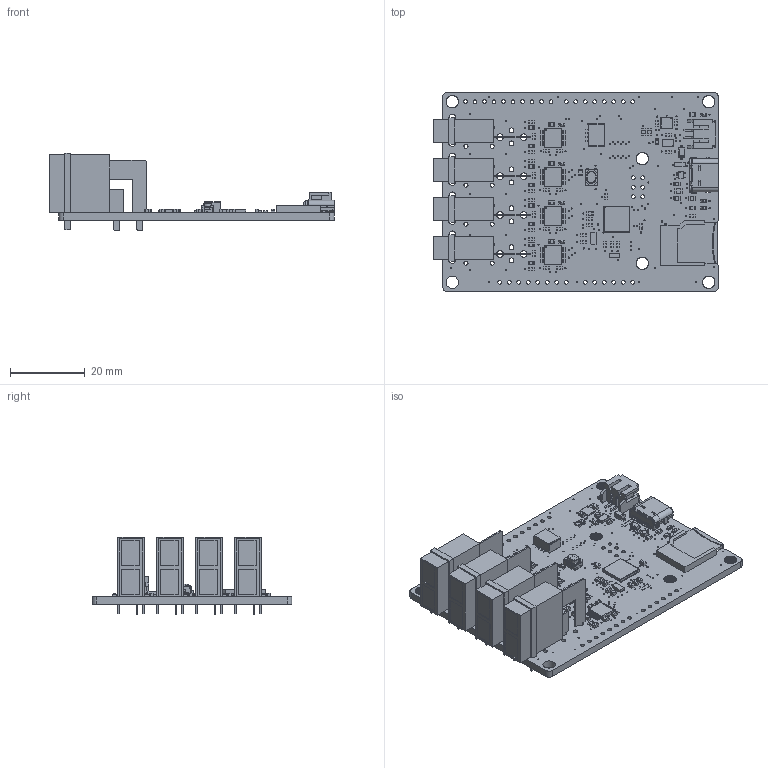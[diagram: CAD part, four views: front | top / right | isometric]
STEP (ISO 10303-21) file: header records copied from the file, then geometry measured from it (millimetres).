
FILE_DESCRIPTION(/* description */ (''),/* implementation_level */ '2;1');
FILE_NAME(/* name */ 'FDQ-30001-R02 - Quad TC Thermo R3aktor Core M0 v4.step',/* time_stamp */ '2024-09-26T21:57:12-05:00',/* author */ (''),/* organization */ (''),/* preprocessor_version */ 'ST-DEVELOPER v20',/* originating_system */ 'Autodesk Translation Framework v13.20.0.188',/* authorisation */ '');
FILE_SCHEMA (('AUTOMOTIVE_DESIGN { 1 0 10303 214 3 1 1 }'));
Products named in the file (24): FDQ-30001-R02 - Quad TC Thermo R3aktor Core M0; Board; Packages; MICROSD_21477; QFN50P700X700X90-49N; CHIPLED_0603; SWITCH_SMTR_LFS; 1; 1 (1); 1 (2); FC-135_3.2X1.5; L0603K; GCT_USB4105-GF-A; JST_S2B-PH-SM4-TB(LF)(SN); SM04B-SRSS-TB; TSSOP14; -MC-8DFN_2X3; SOD-123; UDFN6_3X3; PCC-SMP-V(NOPLACE); SOT353; C0603K; C0805K; R0603
Assembly tree (90 placements, depth 4):
  FDQ-30001-R02 - Quad TC Thermo R3aktor Core M0
    Board
    Packages
      MICROSD_21477
      QFN50P700X700X90-49N
      CHIPLED_0603  x7
      SWITCH_SMTR_LFS
        1
        1 (1)
        1 (2)
      FC-135_3.2X1.5
      L0603K  x2
      GCT_USB4105-GF-A
      JST_S2B-PH-SM4-TB(LF)(SN)
      SM04B-SRSS-TB
      TSSOP14  x4
      -MC-8DFN_2X3
      SOD-123
      UDFN6_3X3
      PCC-SMP-V(NOPLACE)  x4
      SOT353
      C0603K  x34
      C0805K
      R0603  x22
Bounding box: 76.07 x 53.34 x 20.7 mm (x, y, z)
Volume: 14654.7 mm3; surface area: 17467.8 mm2
Topology: 170 solids, 173 shells, 6889 faces, 17784 edges, 11359 vertices
Faces by surface type: plane 4723, cylinder 1760, sphere 360, cone 25, bspline 18, torus 3
Full cylindrical faces by diameter (mm): 0.3 x8, 0.305 x253, 0.381 x1, 0.406 x1, 0.5 x2, 1.016 x38, 1.1 x16, 1.3 x8, 1.778 x16, 3.302 x1
Entity records: 139258 total; most frequent: CARTESIAN_POINT 24424, ORIENTED_EDGE 23484, DIRECTION 22717, EDGE_CURVE 11788, LINE 9589, VECTOR 9589, VERTEX_POINT 7691, AXIS2_PLACEMENT_3D 6564
